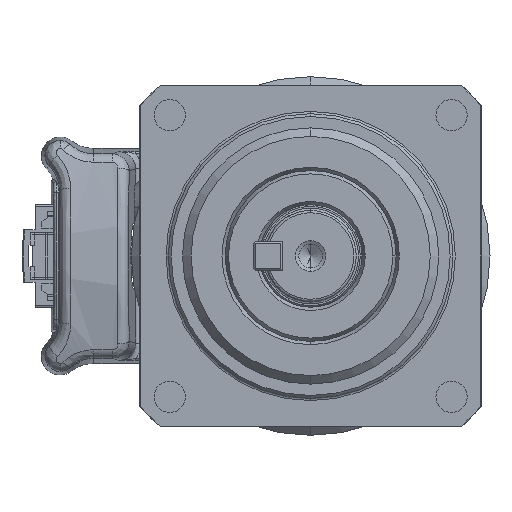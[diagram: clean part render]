
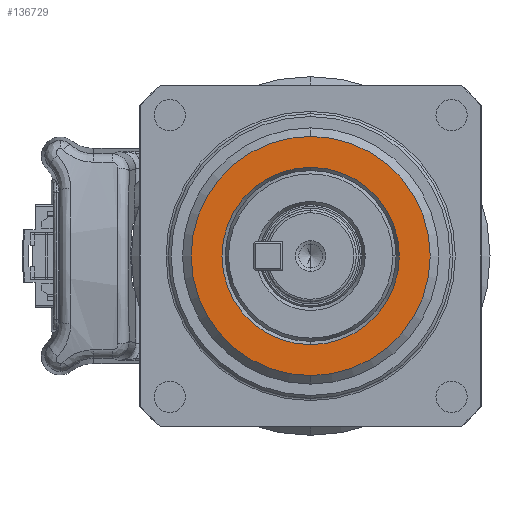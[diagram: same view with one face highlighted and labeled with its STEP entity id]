
A CAD part, left-side view. The second image highlights one B-rep face of the part: STEP entity #136729.
In plain terms, the highlighted face is planar.
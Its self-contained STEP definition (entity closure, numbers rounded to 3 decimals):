
#14019 = CIRCLE ( 'NONE', #110409, 15.577 ) ;
#18293 = CARTESIAN_POINT ( 'NONE',  ( -21., 0., 7.5 ) ) ;
#20344 = EDGE_LOOP ( 'NONE', ( #54397, #54206 ) ) ;
#21436 = CARTESIAN_POINT ( 'NONE',  ( -15.577, 0., 7.5 ) ) ;
#22093 = DIRECTION ( 'NONE',  ( 1., 0., 0. ) ) ;
#28194 = VERTEX_POINT ( 'NONE', #125156 ) ;
#29154 = EDGE_CURVE ( 'NONE', #98518, #123076, #40877, .T. ) ;
#30500 = DIRECTION ( 'NONE',  ( 0., 0., -1. ) ) ;
#40877 = CIRCLE ( 'NONE', #113585, 15.577 ) ;
#40903 = EDGE_LOOP ( 'NONE', ( #151029, #40993 ) ) ;
#40993 = ORIENTED_EDGE ( 'NONE', *, *, #112844, .F. ) ;
#46297 = CARTESIAN_POINT ( 'NONE',  ( 0., 0., 7.5 ) ) ;
#54206 = ORIENTED_EDGE ( 'NONE', *, *, #95876, .T. ) ;
#54397 = ORIENTED_EDGE ( 'NONE', *, *, #29154, .T. ) ;
#57599 = DIRECTION ( 'NONE',  ( 0., 0., -1. ) ) ;
#58466 = DIRECTION ( 'NONE',  ( -1., 0., 0. ) ) ;
#60841 = AXIS2_PLACEMENT_3D ( 'NONE', #130175, #57599, #142378 ) ;
#65651 = FACE_OUTER_BOUND ( 'NONE', #40903, .T. ) ;
#67624 = DIRECTION ( 'NONE',  ( 0., 0., -1. ) ) ;
#69698 = CARTESIAN_POINT ( 'NONE',  ( 15.577, 0., 7.5 ) ) ;
#74774 = CIRCLE ( 'NONE', #148609, 21. ) ;
#94609 = DIRECTION ( 'NONE',  ( 0., 0., 1. ) ) ;
#95876 = EDGE_CURVE ( 'NONE', #123076, #98518, #14019, .T. ) ;
#98518 = VERTEX_POINT ( 'NONE', #69698 ) ;
#103034 = CARTESIAN_POINT ( 'NONE',  ( 0., 0., 7.5 ) ) ;
#106880 = VERTEX_POINT ( 'NONE', #18293 ) ;
#110409 = AXIS2_PLACEMENT_3D ( 'NONE', #103034, #30500, #115211 ) ;
#112844 = EDGE_CURVE ( 'NONE', #28194, #106880, #114022, .T. ) ;
#113585 = AXIS2_PLACEMENT_3D ( 'NONE', #140139, #67624, #152343 ) ;
#114022 = CIRCLE ( 'NONE', #60841, 21. ) ;
#115211 = DIRECTION ( 'NONE',  ( 1., 0., 0. ) ) ;
#123076 = VERTEX_POINT ( 'NONE', #21436 ) ;
#125156 = CARTESIAN_POINT ( 'NONE',  ( 21., 0., 7.5 ) ) ;
#130175 = CARTESIAN_POINT ( 'NONE',  ( 0., 0., 7.5 ) ) ;
#130676 = PLANE ( 'NONE',  #131376 ) ;
#131043 = DIRECTION ( 'NONE',  ( 0., 0., -1. ) ) ;
#131376 = AXIS2_PLACEMENT_3D ( 'NONE', #142868, #94609, #22093 ) ;
#133856 = FACE_BOUND ( 'NONE', #20344, .T. ) ;
#136729 = ADVANCED_FACE ( 'NONE', ( #133856, #65651 ), #130676, .T. ) ;
#140139 = CARTESIAN_POINT ( 'NONE',  ( 0., 0., 7.5 ) ) ;
#142378 = DIRECTION ( 'NONE',  ( -1., 0., 0. ) ) ;
#142868 = CARTESIAN_POINT ( 'NONE',  ( -23.1, -23.1, 7.5 ) ) ;
#148609 = AXIS2_PLACEMENT_3D ( 'NONE', #46297, #131043, #58466 ) ;
#151029 = ORIENTED_EDGE ( 'NONE', *, *, #153042, .F. ) ;
#152343 = DIRECTION ( 'NONE',  ( 1., 0., 0. ) ) ;
#153042 = EDGE_CURVE ( 'NONE', #106880, #28194, #74774, .T. ) ;
